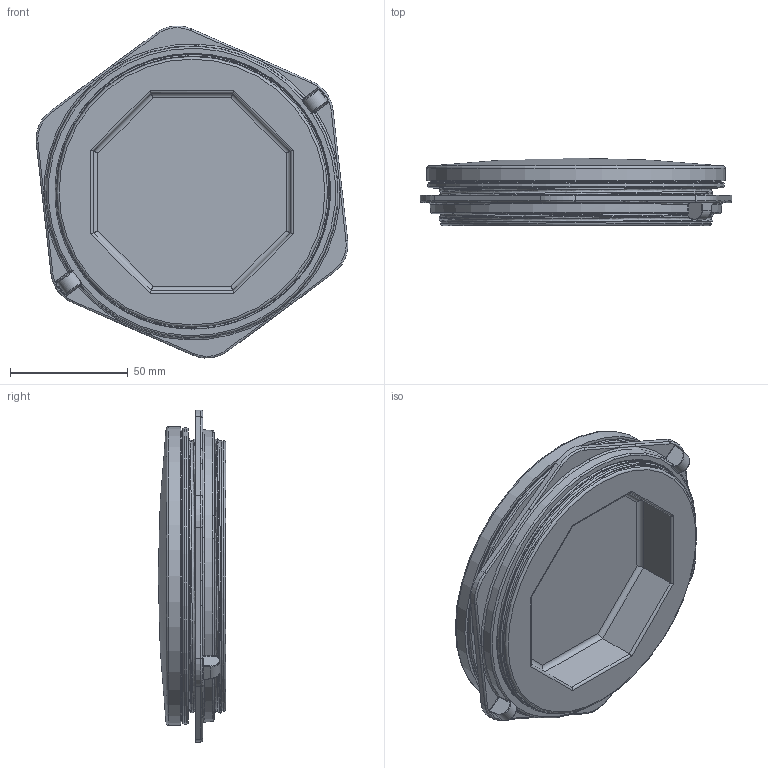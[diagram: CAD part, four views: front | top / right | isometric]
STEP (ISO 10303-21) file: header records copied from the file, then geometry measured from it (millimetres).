
FILE_DESCRIPTION (( 'STEP AP214' ), '1' );
FILE_NAME ('HPSERIES8.STEP', '2018-10-25T19:03:35', ( '' ), ( '' ), 'SwSTEP 2.0', 'SolidWorks 2018', '' );
FILE_SCHEMA (( 'AUTOMOTIVE_DESIGN' ));
Length unit declared in the file: inch
Products named in the file (1): HPSERIES8
Bounding box: 132.64 x 28.7 x 141.24 mm (x, y, z)
Volume: 211152.1 mm3; surface area: 57852 mm2
Topology: 3 solids, 3 shells, 167 faces, 391 edges, 228 vertices
Faces by surface type: cylinder 59, bspline 52, plane 37, torus 16, cone 2, sphere 1
Full cylindrical faces by diameter (mm): 115.062 x1, 117.094 x1, 123.952 x1, 125.984 x1, 127 x1
Entity records: 14611 total; most frequent: CARTESIAN_POINT 9201, ORIENTED_EDGE 742, DIRECTION 483, EDGE_CURVE 371, VERTEX_POINT 224, AXIS2_PLACEMENT_3D 188, EDGE_LOOP 185, FACE_OUTER_BOUND 178
